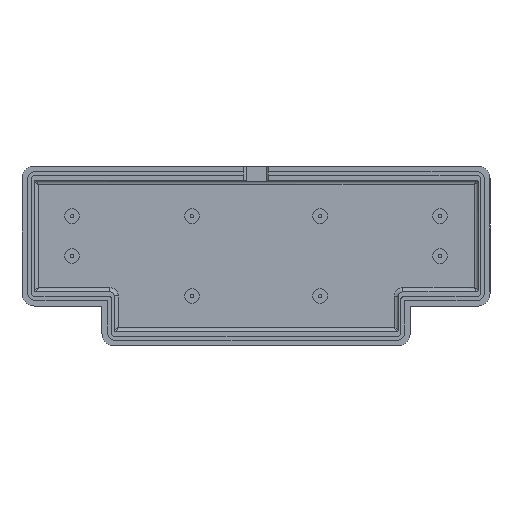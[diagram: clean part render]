
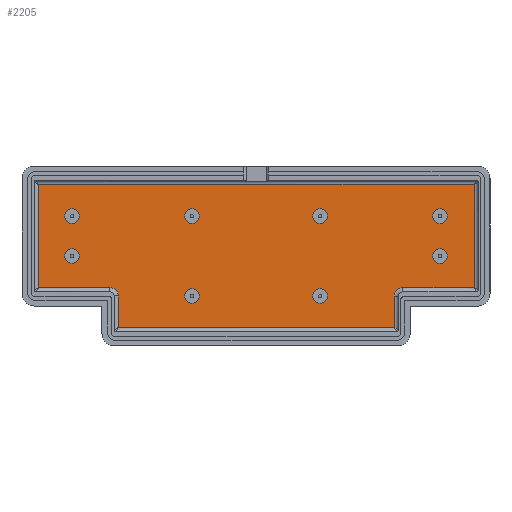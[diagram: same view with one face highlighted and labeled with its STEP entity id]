
A CAD part, top view. The second image highlights one B-rep face of the part: STEP entity #2205.
In plain terms, the highlighted planar face has unit normal (0, 0, 1).
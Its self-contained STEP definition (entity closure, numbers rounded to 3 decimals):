
#35=FACE_BOUND('',#352,.T.);
#36=FACE_BOUND('',#353,.T.);
#37=FACE_BOUND('',#354,.T.);
#38=FACE_BOUND('',#355,.T.);
#39=FACE_BOUND('',#356,.T.);
#40=FACE_BOUND('',#357,.T.);
#41=FACE_BOUND('',#358,.T.);
#42=FACE_BOUND('',#359,.T.);
#127=PLANE('',#2372);
#212=FACE_OUTER_BOUND('',#351,.T.);
#351=EDGE_LOOP('',(#1673,#1674,#1675,#1676,#1677,#1678,#1679,#1680,#1681,
#1682));
#352=EDGE_LOOP('',(#1683));
#353=EDGE_LOOP('',(#1684));
#354=EDGE_LOOP('',(#1685));
#355=EDGE_LOOP('',(#1686));
#356=EDGE_LOOP('',(#1687));
#357=EDGE_LOOP('',(#1688));
#358=EDGE_LOOP('',(#1689));
#359=EDGE_LOOP('',(#1690));
#496=CIRCLE('',#2373,4.);
#497=CIRCLE('',#2374,4.);
#498=CIRCLE('',#2375,3.5);
#499=CIRCLE('',#2376,3.5);
#500=CIRCLE('',#2377,3.5);
#501=CIRCLE('',#2378,3.5);
#502=CIRCLE('',#2379,3.5);
#503=CIRCLE('',#2380,3.5);
#504=CIRCLE('',#2381,3.5);
#505=CIRCLE('',#2382,3.5);
#645=LINE('',#3487,#846);
#646=LINE('',#3489,#847);
#647=LINE('',#3491,#848);
#648=LINE('',#3495,#849);
#649=LINE('',#3497,#850);
#650=LINE('',#3499,#851);
#651=LINE('',#3503,#852);
#652=LINE('',#3504,#853);
#846=VECTOR('',#2758,10.);
#847=VECTOR('',#2759,10.);
#848=VECTOR('',#2760,10.);
#849=VECTOR('',#2763,10.);
#850=VECTOR('',#2764,10.);
#851=VECTOR('',#2765,10.);
#852=VECTOR('',#2768,10.);
#853=VECTOR('',#2769,10.);
#1040=VERTEX_POINT('',#3485);
#1041=VERTEX_POINT('',#3486);
#1042=VERTEX_POINT('',#3488);
#1043=VERTEX_POINT('',#3490);
#1044=VERTEX_POINT('',#3492);
#1045=VERTEX_POINT('',#3494);
#1046=VERTEX_POINT('',#3496);
#1047=VERTEX_POINT('',#3498);
#1048=VERTEX_POINT('',#3500);
#1049=VERTEX_POINT('',#3502);
#1050=VERTEX_POINT('',#3505);
#1051=VERTEX_POINT('',#3507);
#1052=VERTEX_POINT('',#3509);
#1053=VERTEX_POINT('',#3511);
#1054=VERTEX_POINT('',#3513);
#1055=VERTEX_POINT('',#3515);
#1056=VERTEX_POINT('',#3517);
#1057=VERTEX_POINT('',#3519);
#1279=EDGE_CURVE('',#1040,#1041,#645,.T.);
#1280=EDGE_CURVE('',#1042,#1040,#646,.T.);
#1281=EDGE_CURVE('',#1043,#1042,#647,.T.);
#1282=EDGE_CURVE('',#1044,#1043,#496,.T.);
#1283=EDGE_CURVE('',#1045,#1044,#648,.T.);
#1284=EDGE_CURVE('',#1046,#1045,#649,.T.);
#1285=EDGE_CURVE('',#1047,#1046,#650,.T.);
#1286=EDGE_CURVE('',#1048,#1047,#497,.T.);
#1287=EDGE_CURVE('',#1049,#1048,#651,.T.);
#1288=EDGE_CURVE('',#1041,#1049,#652,.T.);
#1289=EDGE_CURVE('',#1050,#1050,#498,.T.);
#1290=EDGE_CURVE('',#1051,#1051,#499,.T.);
#1291=EDGE_CURVE('',#1052,#1052,#500,.T.);
#1292=EDGE_CURVE('',#1053,#1053,#501,.T.);
#1293=EDGE_CURVE('',#1054,#1054,#502,.T.);
#1294=EDGE_CURVE('',#1055,#1055,#503,.T.);
#1295=EDGE_CURVE('',#1056,#1056,#504,.T.);
#1296=EDGE_CURVE('',#1057,#1057,#505,.T.);
#1673=ORIENTED_EDGE('',*,*,#1279,.F.);
#1674=ORIENTED_EDGE('',*,*,#1280,.F.);
#1675=ORIENTED_EDGE('',*,*,#1281,.F.);
#1676=ORIENTED_EDGE('',*,*,#1282,.F.);
#1677=ORIENTED_EDGE('',*,*,#1283,.F.);
#1678=ORIENTED_EDGE('',*,*,#1284,.F.);
#1679=ORIENTED_EDGE('',*,*,#1285,.F.);
#1680=ORIENTED_EDGE('',*,*,#1286,.F.);
#1681=ORIENTED_EDGE('',*,*,#1287,.F.);
#1682=ORIENTED_EDGE('',*,*,#1288,.F.);
#1683=ORIENTED_EDGE('',*,*,#1289,.F.);
#1684=ORIENTED_EDGE('',*,*,#1290,.F.);
#1685=ORIENTED_EDGE('',*,*,#1291,.F.);
#1686=ORIENTED_EDGE('',*,*,#1292,.T.);
#1687=ORIENTED_EDGE('',*,*,#1293,.F.);
#1688=ORIENTED_EDGE('',*,*,#1294,.F.);
#1689=ORIENTED_EDGE('',*,*,#1295,.F.);
#1690=ORIENTED_EDGE('',*,*,#1296,.F.);
#2205=ADVANCED_FACE('',(#212,#35,#36,#37,#38,#39,#40,#41,#42),#127,.F.);
#2372=AXIS2_PLACEMENT_3D('',#3484,#2756,#2757);
#2373=AXIS2_PLACEMENT_3D('',#3493,#2761,#2762);
#2374=AXIS2_PLACEMENT_3D('',#3501,#2766,#2767);
#2375=AXIS2_PLACEMENT_3D('',#3506,#2770,#2771);
#2376=AXIS2_PLACEMENT_3D('',#3508,#2772,#2773);
#2377=AXIS2_PLACEMENT_3D('',#3510,#2774,#2775);
#2378=AXIS2_PLACEMENT_3D('',#3512,#2776,#2777);
#2379=AXIS2_PLACEMENT_3D('',#3514,#2778,#2779);
#2380=AXIS2_PLACEMENT_3D('',#3516,#2780,#2781);
#2381=AXIS2_PLACEMENT_3D('',#3518,#2782,#2783);
#2382=AXIS2_PLACEMENT_3D('',#3520,#2784,#2785);
#2756=DIRECTION('center_axis',(0.,0.,-1.));
#2757=DIRECTION('ref_axis',(1.,0.,0.));
#2758=DIRECTION('',(1.,0.,0.));
#2759=DIRECTION('',(-0.001,1.,0.));
#2760=DIRECTION('',(-1.,0.,0.));
#2761=DIRECTION('center_axis',(0.,0.,1.));
#2762=DIRECTION('ref_axis',(0.707,0.707,0.));
#2763=DIRECTION('',(0.,1.,0.));
#2764=DIRECTION('',(-1.,0.,0.));
#2765=DIRECTION('',(0.,-1.,0.));
#2766=DIRECTION('center_axis',(0.,0.,1.));
#2767=DIRECTION('ref_axis',(-0.707,0.707,0.));
#2768=DIRECTION('',(-1.,0.,0.));
#2769=DIRECTION('',(0.,-1.,0.));
#2770=DIRECTION('center_axis',(0.,0.,1.));
#2771=DIRECTION('ref_axis',(-1.,0.,0.));
#2772=DIRECTION('center_axis',(0.,0.,1.));
#2773=DIRECTION('ref_axis',(-1.,0.,0.));
#2774=DIRECTION('center_axis',(0.,0.,1.));
#2775=DIRECTION('ref_axis',(-1.,0.,0.));
#2776=DIRECTION('center_axis',(0.,0.,-1.));
#2777=DIRECTION('ref_axis',(-1.,0.,0.));
#2778=DIRECTION('center_axis',(0.,0.,1.));
#2779=DIRECTION('ref_axis',(-1.,0.,0.));
#2780=DIRECTION('center_axis',(0.,0.,1.));
#2781=DIRECTION('ref_axis',(-1.,0.,0.));
#2782=DIRECTION('center_axis',(0.,0.,1.));
#2783=DIRECTION('ref_axis',(-1.,0.,0.));
#2784=DIRECTION('center_axis',(0.,0.,1.));
#2785=DIRECTION('ref_axis',(-1.,0.,0.));
#3484=CARTESIAN_POINT('Origin',(106.751,82.,-4.2));
#3485=CARTESIAN_POINT('',(2.929,116.1,-4.2));
#3486=CARTESIAN_POINT('',(210.875,116.1,-4.2));
#3487=CARTESIAN_POINT('',(54.493,116.1,-4.2));
#3488=CARTESIAN_POINT('',(2.972,66.9,-4.2));
#3489=CARTESIAN_POINT('',(2.966,73.405,-4.2));
#3490=CARTESIAN_POINT('',(37.075,66.9,-4.2));
#3491=CARTESIAN_POINT('',(71.913,66.9,-4.2));
#3492=CARTESIAN_POINT('',(41.075,62.9,-4.2));
#3493=CARTESIAN_POINT('Origin',(37.075,62.9,-4.2));
#3494=CARTESIAN_POINT('',(41.075,47.85,-4.2));
#3495=CARTESIAN_POINT('',(41.075,63.925,-4.2));
#3496=CARTESIAN_POINT('',(172.775,47.85,-4.2));
#3497=CARTESIAN_POINT('',(140.113,47.85,-4.2));
#3498=CARTESIAN_POINT('',(172.775,62.85,-4.2));
#3499=CARTESIAN_POINT('',(172.775,71.925,-4.2));
#3500=CARTESIAN_POINT('',(176.775,66.85,-4.2));
#3501=CARTESIAN_POINT('Origin',(176.775,62.85,-4.2));
#3502=CARTESIAN_POINT('',(210.875,66.85,-4.2));
#3503=CARTESIAN_POINT('',(159.163,66.85,-4.2));
#3504=CARTESIAN_POINT('',(210.875,100.05,-4.2));
#3505=CARTESIAN_POINT('',(22.525,81.95,-4.2));
#3506=CARTESIAN_POINT('Origin',(19.025,81.95,-4.2));
#3507=CARTESIAN_POINT('',(79.675,101.,-4.2));
#3508=CARTESIAN_POINT('Origin',(76.175,101.,-4.2));
#3509=CARTESIAN_POINT('',(140.875,62.85,-4.2));
#3510=CARTESIAN_POINT('Origin',(137.375,62.85,-4.2));
#3511=CARTESIAN_POINT('',(198.025,81.9,-4.2));
#3512=CARTESIAN_POINT('Origin',(194.525,81.9,-4.2));
#3513=CARTESIAN_POINT('',(198.025,100.95,-4.2));
#3514=CARTESIAN_POINT('Origin',(194.525,100.95,-4.2));
#3515=CARTESIAN_POINT('',(140.875,100.95,-4.2));
#3516=CARTESIAN_POINT('Origin',(137.375,100.95,-4.2));
#3517=CARTESIAN_POINT('',(79.675,62.9,-4.2));
#3518=CARTESIAN_POINT('Origin',(76.175,62.9,-4.2));
#3519=CARTESIAN_POINT('',(22.525,101.,-4.2));
#3520=CARTESIAN_POINT('Origin',(19.025,101.,-4.2));
